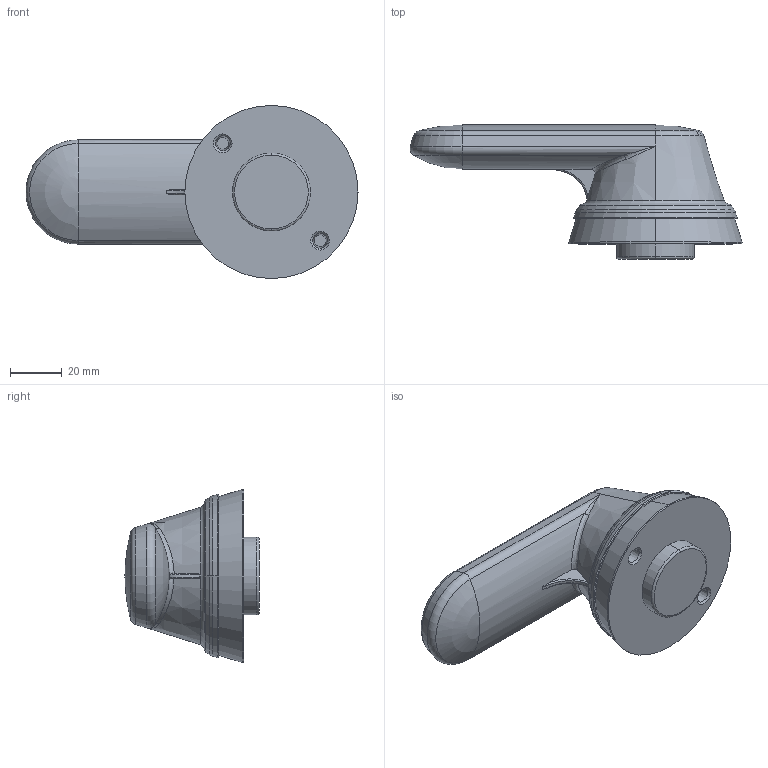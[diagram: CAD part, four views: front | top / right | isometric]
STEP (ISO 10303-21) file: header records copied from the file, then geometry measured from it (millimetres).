
FILE_DESCRIPTION((''),'2;1');
FILE_NAME('OHB95J12','2024-12-18T13:37:17',('FIANLEH10'),(''),'CREO PARAMETRIC BY PTC INC, 2022364','CREO PARAMETRIC BY PTC INC, 2022364','');
FILE_SCHEMA(('AUTOMOTIVE_DESIGN { 1 0 10303 214 1 1 1 1 }'));
Length unit declared in the file: millimetre
Products named in the file (1): OHB95J12
Bounding box: 127.77 x 51.6 x 66.63 mm (x, y, z)
Volume: 137282.9 mm3; surface area: 19906.4 mm2
Topology: 1 solids, 1 shells, 61 faces, 151 edges, 92 vertices
Faces by surface type: cone 17, torus 12, cylinder 10, bspline 9, plane 9, sphere 3, extrusion 1
Entity records: 4375 total; most frequent: CARTESIAN_POINT 1624, DIRECTION 343, ORIENTED_EDGE 294, COLOUR_RGB 209, AXIS2_PLACEMENT_3D 151, EDGE_CURVE 147, FILL_AREA_STYLE_COLOUR 102, FILL_AREA_STYLE 102
